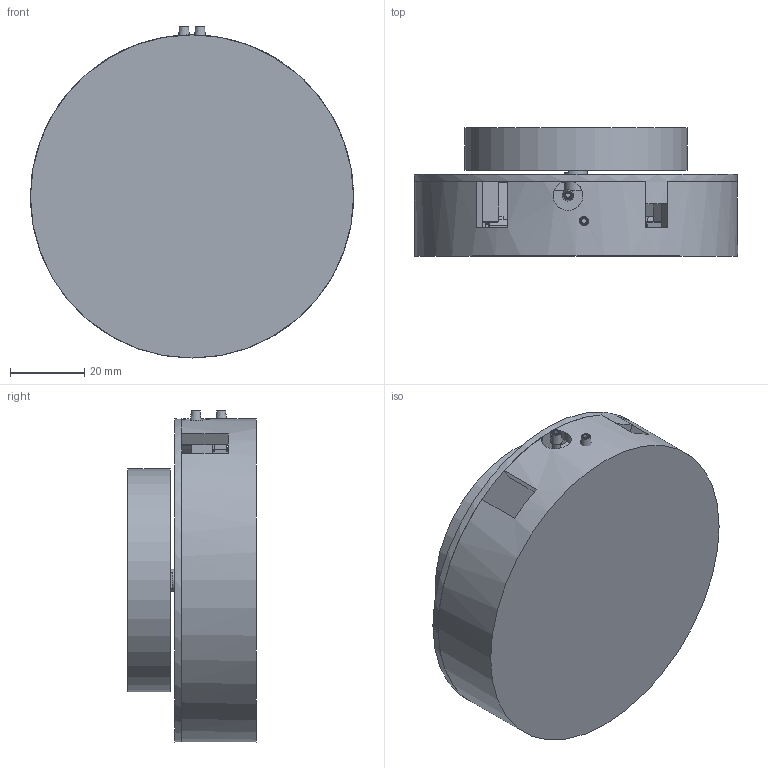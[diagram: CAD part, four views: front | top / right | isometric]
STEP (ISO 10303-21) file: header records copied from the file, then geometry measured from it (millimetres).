
FILE_DESCRIPTION(/* description */ (''),/* implementation_level */ '2;1');
FILE_NAME(/* name */ 'Nogasm v5.step',/* time_stamp */ '2023-03-01T09:00:28+01:00',/* author */ (''),/* organization */ (''),/* preprocessor_version */ 'ST-DEVELOPER v19',/* originating_system */ 'Autodesk Translation Framework v11.7.0.108',/* authorisation */ '');
FILE_SCHEMA (('AUTOMOTIVE_DESIGN { 1 0 10303 214 3 1 1 }'));
Products named in the file (91): Nogasm; nogasm_pcb; ESP32-WROOM-32; SOLID (11); SOIC-16_3.9x9.9mm_P1.27mm; SOLID (7); R_0603_1608Metric; C_0603_1608Metric; C_0603_1608Metric_1; CP_Elec_4x4.5; CP_Elec_4x4.5_1; CP_Elec_4x4.5_2; CP_Elec_4x4.5_3; SOLID (8); SOT-23-5; SOLID (9); TO-252-2; TO-252-2_1; Freescale_Semiconductor_-_MPXV5100DP; COMPOUND; SW_DIP_SPSTx01_Slide_6.7x4.1mm_W6.73mm_P2.54mm_LowProfile_JPin; SOLID (3); SW_DIP_SPSTx04_Slide_6.7x11.72mm_W6.73mm_P2.54mm_LowProfile_JPin; SOLID (10); Potentiometer_Bourns_3314G_Vertical; SOLID (4); R_0603_1608Metric_1; R_0603_1608Metric_2; R_0603_1608Metric_3; R_0603_1608Metric_4; R_0603_1608Metric_5; SOLID; TO-252-2_2; SOLID (2); LED_WS2812B_PLCC4_5.0x5.0mm_P3.2mm; LED_WS2812B_PLCC4_5.0x5.0mm_P3.2mm_1; LED_WS2812B_PLCC4_5.0x5.0mm_P3.2mm_2; LED_WS2812B_PLCC4_5.0x5.0mm_P3.2mm_3; LED_WS2812B_PLCC4_5.0x5.0mm_P3.2mm_4; LED_WS2812B_PLCC4_5.0x5.0mm_P3.2mm_5 ...
Assembly tree (152 placements, depth 4):
  Nogasm
    nogasm_pcb
      ESP32-WROOM-32
        SOLID (11)
      SOIC-16_3.9x9.9mm_P1.27mm
        SOLID (7)
      R_0603_1608Metric
        SOLID
      C_0603_1608Metric
        SOLID (1)
      C_0603_1608Metric_1
        SOLID (1)
      CP_Elec_4x4.5
        SOLID (8)
      CP_Elec_4x4.5_1
        SOLID (8)
      CP_Elec_4x4.5_2
        SOLID (8)
      CP_Elec_4x4.5_3
        SOLID (8)
      SOT-23-5
        SOLID (9)
      TO-252-2
        SOLID (2)
      TO-252-2_1
        SOLID (2)
      Freescale_Semiconductor_-_MPXV5100DP
        COMPOUND
      SW_DIP_SPSTx01_Slide_6.7x4.1mm_W6.73mm_P2.54mm_LowProfile_JPin
        SOLID (3)
      SW_DIP_SPSTx04_Slide_6.7x11.72mm_W6.73mm_P2.54mm_LowProfile_JPin
        SOLID (10)
      Potentiometer_Bourns_3314G_Vertical
        SOLID (4)
      R_0603_1608Metric_1
        SOLID
      R_0603_1608Metric_2
        SOLID
      R_0603_1608Metric_3
        SOLID
      R_0603_1608Metric_4
        SOLID
      R_0603_1608Metric_5
        SOLID
      TO-252-2_2
        SOLID (2)
      LED_WS2812B_PLCC4_5.0x5.0mm_P3.2mm
        SOLID (5)
      LED_WS2812B_PLCC4_5.0x5.0mm_P3.2mm_1
        SOLID (5)
      LED_WS2812B_PLCC4_5.0x5.0mm_P3.2mm_2
        SOLID (5)
      LED_WS2812B_PLCC4_5.0x5.0mm_P3.2mm_3
        SOLID (5)
      LED_WS2812B_PLCC4_5.0x5.0mm_P3.2mm_4
        SOLID (5)
      LED_WS2812B_PLCC4_5.0x5.0mm_P3.2mm_5
        SOLID (5)
      LED_WS2812B_PLCC4_5.0x5.0mm_P3.2mm_6
        SOLID (5)
Bounding box: 87 x 34.6 x 89.38 mm (x, y, z)
Volume: 73131.2 mm3; surface area: 72190.2 mm2
Topology: 91 solids, 92 shells, 5035 faces, 13330 edges, 8521 vertices
Faces by surface type: plane 3575, cylinder 1359, torus 40, cone 29, sphere 24, bspline 8
Full cylindrical faces by diameter (mm): 0.44 x5, 0.6 x1, 0.8 x2, 1 x9, 1.381 x2, 1.5 x2, 1.6 x3, 2.1 x2, 3 x3, 3.333 x24, 4 x8, 6 x1, 8 x4, 12 x1, 55 x1, 60 x1, 80 x1, 80.2 x1, 87 x2
Entity records: 71179 total; most frequent: CARTESIAN_POINT 12147, DIRECTION 11713, ORIENTED_EDGE 11426, EDGE_CURVE 5713, LINE 4665, VECTOR 4665, VERTEX_POINT 3574, AXIS2_PLACEMENT_3D 3524
